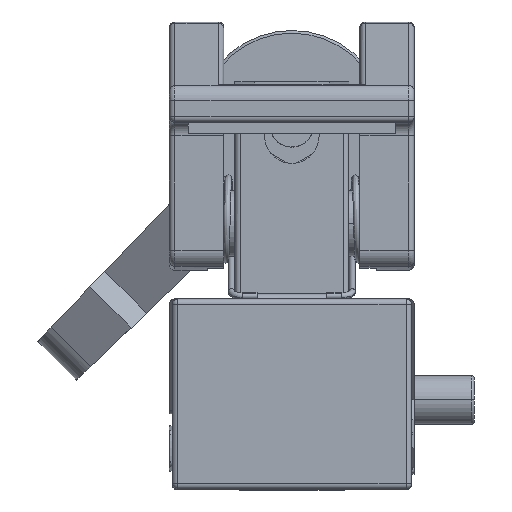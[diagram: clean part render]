
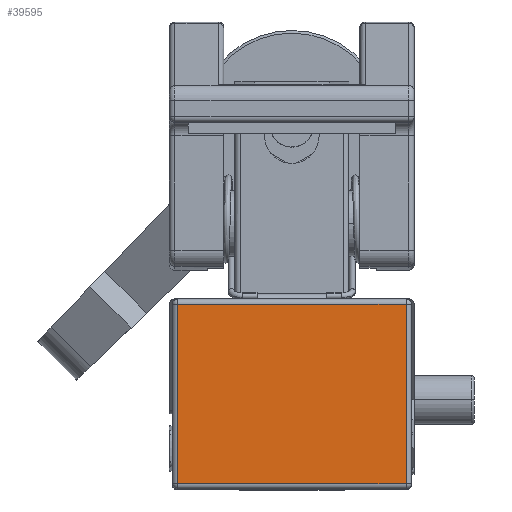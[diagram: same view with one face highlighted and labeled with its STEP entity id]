
A CAD part, top view. The second image highlights one B-rep face of the part: STEP entity #39595.
In plain terms, the highlighted face is planar.
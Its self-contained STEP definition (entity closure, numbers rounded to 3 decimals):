
#2529 = LINE ( 'NONE', #34306, #24283 ) ;
#3871 = CARTESIAN_POINT ( 'NONE',  ( -31.5, 35., -21. ) ) ;
#4313 = EDGE_CURVE ( 'NONE', #38731, #26601, #2529, .T. ) ;
#4780 = VERTEX_POINT ( 'NONE', #19920 ) ;
#4825 = ORIENTED_EDGE ( 'NONE', *, *, #12104, .T. ) ;
#5271 = EDGE_CURVE ( 'NONE', #26601, #4780, #29062, .T. ) ;
#5494 = ORIENTED_EDGE ( 'NONE', *, *, #17618, .T. ) ;
#6904 = VERTEX_POINT ( 'NONE', #35746 ) ;
#8727 = ORIENTED_EDGE ( 'NONE', *, *, #4313, .T. ) ;
#8750 = LINE ( 'NONE', #37612, #31011 ) ;
#10471 = FACE_OUTER_BOUND ( 'NONE', #33537, .T. ) ;
#11847 = LINE ( 'NONE', #3871, #30209 ) ;
#12104 = EDGE_CURVE ( 'NONE', #4780, #6904, #8750, .T. ) ;
#14200 = CARTESIAN_POINT ( 'NONE',  ( -31.5, 35., 21. ) ) ;
#15807 = DIRECTION ( 'NONE',  ( 0., 0., 1. ) ) ;
#17618 = EDGE_CURVE ( 'NONE', #6904, #38731, #11847, .T. ) ;
#18394 = DIRECTION ( 'NONE',  ( 0., 1., 0. ) ) ;
#19386 = DIRECTION ( 'NONE',  ( 0., -1., 0. ) ) ;
#19920 = CARTESIAN_POINT ( 'NONE',  ( -31.5, 34., 21. ) ) ;
#24283 = VECTOR ( 'NONE', #15807, 1000. ) ;
#26601 = VERTEX_POINT ( 'NONE', #28786 ) ;
#27635 = VECTOR ( 'NONE', #18394, 1000. ) ;
#28786 = CARTESIAN_POINT ( 'NONE',  ( -31.5, 1., 21. ) ) ;
#28788 = ORIENTED_EDGE ( 'NONE', *, *, #5271, .T. ) ;
#29062 = LINE ( 'NONE', #14200, #27635 ) ;
#29389 = DIRECTION ( 'NONE',  ( 1., 0., 0. ) ) ;
#30209 = VECTOR ( 'NONE', #19386, 1000. ) ;
#30552 = AXIS2_PLACEMENT_3D ( 'NONE', #38529, #29389, #35687 ) ;
#31011 = VECTOR ( 'NONE', #37201, 1000. ) ;
#33537 = EDGE_LOOP ( 'NONE', ( #4825, #5494, #8727, #28788 ) ) ;
#34306 = CARTESIAN_POINT ( 'NONE',  ( -31.5, 1., -22. ) ) ;
#34430 = CARTESIAN_POINT ( 'NONE',  ( -31.5, 1., -21. ) ) ;
#35687 = DIRECTION ( 'NONE',  ( 0., 0., -1. ) ) ;
#35746 = CARTESIAN_POINT ( 'NONE',  ( -31.5, 34., -21. ) ) ;
#37201 = DIRECTION ( 'NONE',  ( 0., 0., -1. ) ) ;
#37612 = CARTESIAN_POINT ( 'NONE',  ( -31.5, 34., -22. ) ) ;
#38263 = PLANE ( 'NONE',  #30552 ) ;
#38529 = CARTESIAN_POINT ( 'NONE',  ( -31.5, 35., -22. ) ) ;
#38731 = VERTEX_POINT ( 'NONE', #34430 ) ;
#39595 = ADVANCED_FACE ( 'NONE', ( #10471 ), #38263, .F. ) ;
